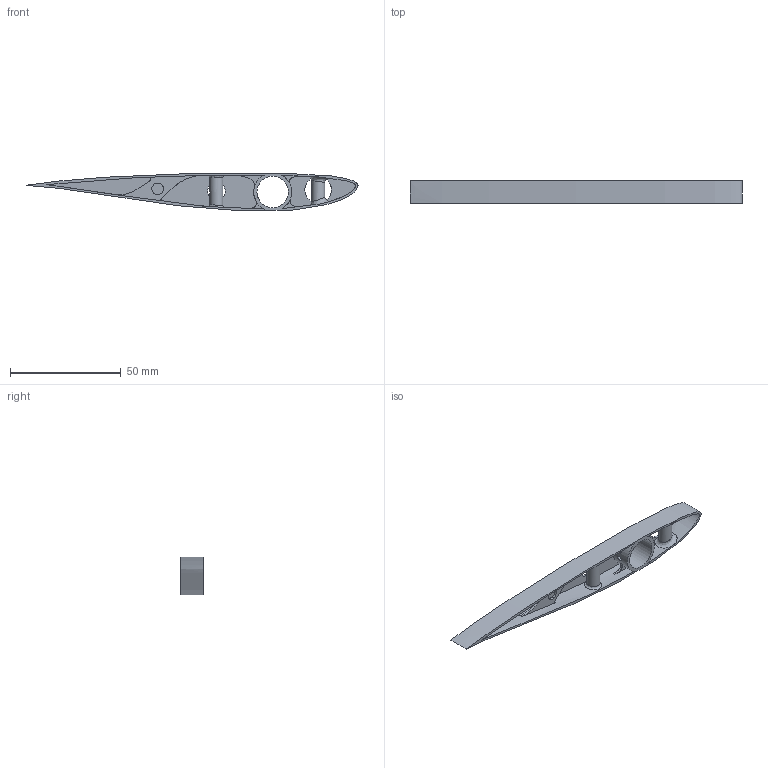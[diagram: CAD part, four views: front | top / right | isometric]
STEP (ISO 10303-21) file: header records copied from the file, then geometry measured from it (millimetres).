
FILE_DESCRIPTION(/* description */ (''),/* implementation_level */ '2;1');
FILE_NAME(/* name */ 'b3a21085-15bf-4447-b8c5-af80adbfae28.stp',/* time_stamp */ '2019-01-08T14:33:24+00:00',/* author */ (''),/* organization */ (''),/* preprocessor_version */ 'ST-DEVELOPER v17.2',/* originating_system */ 'Autodesk Translation Framework v7.6.0.251',/* authorisation */ '');
FILE_SCHEMA (('AUTOMOTIVE_DESIGN { 1 0 10303 214 3 1 1 }'));
Length unit declared in the file: millimetre
Products named in the file (1): wing 3 airfoil LEFT START v3 v2
Bounding box: 150 x 10 x 17.11 mm (x, y, z)
Volume: 4950.9 mm3; surface area: 9857.5 mm2
Topology: 1 solids, 1 shells, 48 faces, 145 edges, 96 vertices
Faces by surface type: plane 21, bspline 14, cylinder 13
Full cylindrical faces by diameter (mm): 2.2 x1, 5.2 x1, 6 x2, 8 x1, 12 x1, 14.2 x1
Entity records: 4343 total; most frequent: CARTESIAN_POINT 3122, ORIENTED_EDGE 294, DIRECTION 172, EDGE_CURVE 147, VERTEX_POINT 98, B_SPLINE_CURVE_WITH_KNOTS 76, AXIS2_PLACEMENT_3D 68, EDGE_LOOP 61
